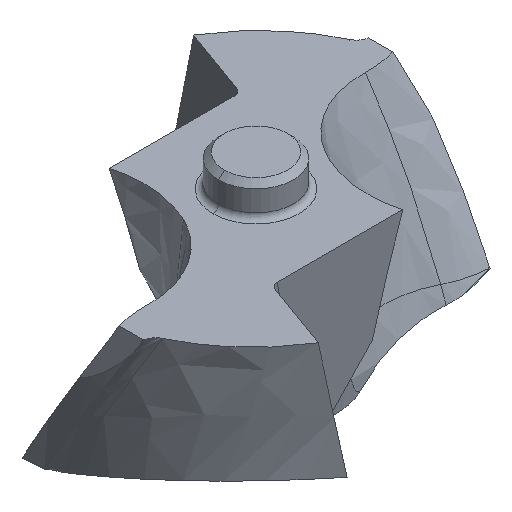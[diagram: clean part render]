
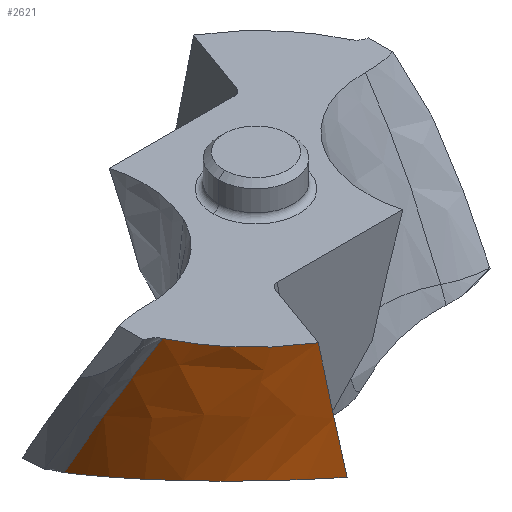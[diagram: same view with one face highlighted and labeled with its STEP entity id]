
A CAD part, isometric view. The second image highlights one B-rep face of the part: STEP entity #2621.
In plain terms, the highlighted free-form (B-spline) face has degree [3, 3] with [7, 5] control points.
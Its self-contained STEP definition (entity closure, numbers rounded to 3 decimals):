
#240=CARTESIAN_POINT('',(-2.7,-4.348,
0.));
#241=CARTESIAN_POINT('',(-3.041,-4.142,
0.));
#242=CARTESIAN_POINT('',(-3.826,-3.535,
0.));
#243=CARTESIAN_POINT('',(-4.407,-2.72,
0.));
#244=CARTESIAN_POINT('',(-4.659,-2.191,
0.));
#1007=CARTESIAN_POINT('',(-5.15,-0.078,
-3.884));
#1040=CARTESIAN_POINT('',(-2.191,-4.604,
-3.208));
#1041=CARTESIAN_POINT('',(-2.355,-4.527,
-3.178));
#1042=CARTESIAN_POINT('',(-2.67,-4.361,
-3.128));
#1043=CARTESIAN_POINT('',(-3.107,-4.07,
-3.081));
#1044=CARTESIAN_POINT('',(-3.503,-3.745,
-3.063));
#1045=CARTESIAN_POINT('',(-3.864,-3.384,
-3.071));
#1046=CARTESIAN_POINT('',(-4.196,-2.973,
-3.109));
#1047=CARTESIAN_POINT('',(-4.475,-2.549,
-3.172));
#1048=CARTESIAN_POINT('',(-4.72,-2.071,
-3.268));
#1049=CARTESIAN_POINT('',(-4.891,-1.632,
-3.376));
#1050=CARTESIAN_POINT('',(-5.032,-1.139,
-3.516));
#1051=CARTESIAN_POINT('',(-5.123,-0.621,
-3.683));
#1052=CARTESIAN_POINT('',(-5.147,-0.262,
-3.813));
#1053=CARTESIAN_POINT('',(-5.15,-0.078,
-3.884));
#1058=CARTESIAN_POINT('',(-5.15,-0.078,
-3.884));
#1059=CARTESIAN_POINT('',(-5.147,-0.489,
-3.126));
#1060=CARTESIAN_POINT('',(-5.049,-1.205,
-1.831));
#1061=CARTESIAN_POINT('',(-4.792,-1.907,
-0.536));
#1062=CARTESIAN_POINT('',(-4.659,-2.191,
0.));
#1067=CARTESIAN_POINT('',(-2.191,-4.604,
-3.208));
#1068=CARTESIAN_POINT('',(-2.215,-4.583,
-3.041));
#1069=CARTESIAN_POINT('',(-2.266,-4.544,
-2.694));
#1070=CARTESIAN_POINT('',(-2.35,-4.491,
-2.14));
#1071=CARTESIAN_POINT('',(-2.448,-4.441,
-1.526));
#1072=CARTESIAN_POINT('',(-2.563,-4.394,
-0.82));
#1073=CARTESIAN_POINT('',(-2.652,-4.364,
-0.284));
#1074=CARTESIAN_POINT('',(-2.7,-4.348,
0.));
#1323=CARTESIAN_POINT('',(-2.7,-4.348,
0.));
#1324=VERTEX_POINT('',#1323);
#1325=VERTEX_POINT('',#244);
#1357=VERTEX_POINT('',#1007);
#1358=VERTEX_POINT('',#1040);
#2578=CARTESIAN_POINT('',(-2.395,-4.553,
-3.923));
#2579=CARTESIAN_POINT('',(-2.087,-4.652,
-3.152));
#2580=CARTESIAN_POINT('',(-1.464,-4.836,
-1.832));
#2581=CARTESIAN_POINT('',(-0.674,-5.005,
-0.512));
#2582=CARTESIAN_POINT('',(-0.318,-5.068,
0.037));
#2583=CARTESIAN_POINT('',(-2.445,-4.527,
-3.923));
#2584=CARTESIAN_POINT('',(-2.138,-4.63,
-3.152));
#2585=CARTESIAN_POINT('',(-1.516,-4.822,
-1.832));
#2586=CARTESIAN_POINT('',(-0.729,-5.,
-0.512));
#2587=CARTESIAN_POINT('',(-0.373,-5.066,
0.037));
#2588=CARTESIAN_POINT('',(-3.019,-4.215,
-3.923));
#2589=CARTESIAN_POINT('',(-2.725,-4.371,
-3.152));
#2590=CARTESIAN_POINT('',(-2.126,-4.654,
-1.832));
#2591=CARTESIAN_POINT('',(-1.36,-4.923,
-0.512));
#2592=CARTESIAN_POINT('',(-1.015,-5.026,
0.037));
#2593=CARTESIAN_POINT('',(-3.997,-3.408,
-3.923));
#2594=CARTESIAN_POINT('',(-3.748,-3.661,
-3.152));
#2595=CARTESIAN_POINT('',(-3.226,-4.109,
-1.832));
#2596=CARTESIAN_POINT('',(-2.538,-4.543,
-0.512));
#2597=CARTESIAN_POINT('',(-2.224,-4.716,
0.037));
#2598=CARTESIAN_POINT('',(-4.93,-1.828,
-3.923));
#2599=CARTESIAN_POINT('',(-4.79,-2.19,
-3.152));
#2600=CARTESIAN_POINT('',(-4.453,-2.825,
-1.832));
#2601=CARTESIAN_POINT('',(-3.951,-3.446,
-0.512));
#2602=CARTESIAN_POINT('',(-3.714,-3.697,
0.037));
#2603=CARTESIAN_POINT('',(-5.15,-0.617,
-3.923));
#2604=CARTESIAN_POINT('',(-5.103,-1.023,
-3.152));
#2605=CARTESIAN_POINT('',(-4.928,-1.733,
-1.832));
#2606=CARTESIAN_POINT('',(-4.586,-2.428,
-0.512));
#2607=CARTESIAN_POINT('',(-4.416,-2.709,
0.037));
#2608=CARTESIAN_POINT('',(-5.15,-0.003,
-3.923));
#2609=CARTESIAN_POINT('',(-5.154,-0.421,
-3.152));
#2610=CARTESIAN_POINT('',(-5.063,-1.154,
-1.832));
#2611=CARTESIAN_POINT('',(-4.807,-1.871,
-0.512));
#2612=CARTESIAN_POINT('',(-4.673,-2.162,
0.037));
#2613=B_SPLINE_SURFACE_WITH_KNOTS('',3,3,((#2578,#2579,#2580,#2581,#2582),
(#2583,#2584,#2585,#2586,#2587),(#2588,#2589,#2590,#2591,#2592),(#2593,#2594,
#2595,#2596,#2597),(#2598,#2599,#2600,#2601,#2602),(#2603,#2604,#2605,#2606,
#2607),(#2608,#2609,#2610,#2611,#2612)),.UNSPECIFIED.,.F.,.F.,.F.,(4,1,1,1,4),
(4,1,4),(0.226,0.25,0.5,0.75,1.008),(
0.078,2.749,4.649),.UNSPECIFIED.);
#2614=ORIENTED_EDGE('',*,*,#1963,.T.);
#2615=ORIENTED_EDGE('',*,*,#2569,.T.);
#2616=ORIENTED_EDGE('',*,*,#1607,.F.);
#2618=ORIENTED_EDGE('',*,*,#2617,.F.);
#2619=EDGE_LOOP('',(#2614,#2615,#2616,#2618));
#2620=FACE_OUTER_BOUND('',#2619,.F.);
#245=B_SPLINE_CURVE_WITH_KNOTS('',3,(#240,#241,#242,#243,#244),.UNSPECIFIED.,
.F.,.F.,(4,1,4),(0.,0.405,1.),.UNSPECIFIED.);
#1054=B_SPLINE_CURVE_WITH_KNOTS('',3,(#1040,#1041,#1042,#1043,#1044,#1045,#1046,
#1047,#1048,#1049,#1050,#1051,#1052,#1053),.UNSPECIFIED.,.F.,.F.,(4,1,1,1,1,1,1,
1,1,1,1,4),(0.,0.091,0.182,0.273,
0.364,0.455,0.545,0.636,
0.727,0.818,0.909,1.),.UNSPECIFIED.);
#1063=B_SPLINE_CURVE_WITH_KNOTS('',3,(#1058,#1059,#1060,#1061,#1062),
.UNSPECIFIED.,.F.,.F.,(4,1,4),(0.,0.586,1.),.UNSPECIFIED.);
#1075=B_SPLINE_CURVE_WITH_KNOTS('',3,(#1067,#1068,#1069,#1070,#1071,#1072,#1073,
#1074),.UNSPECIFIED.,.F.,.F.,(4,1,1,1,1,4),(0.,0.2,0.4,0.6,0.8,1.),
.UNSPECIFIED.);
#1607=EDGE_CURVE('',#1324,#1325,#245,.T.);
#1963=EDGE_CURVE('',#1358,#1357,#1054,.T.);
#2569=EDGE_CURVE('',#1357,#1325,#1063,.T.);
#2617=EDGE_CURVE('',#1358,#1324,#1075,.T.);
#2621=ADVANCED_FACE('',(#2620),#2613,.F.);
